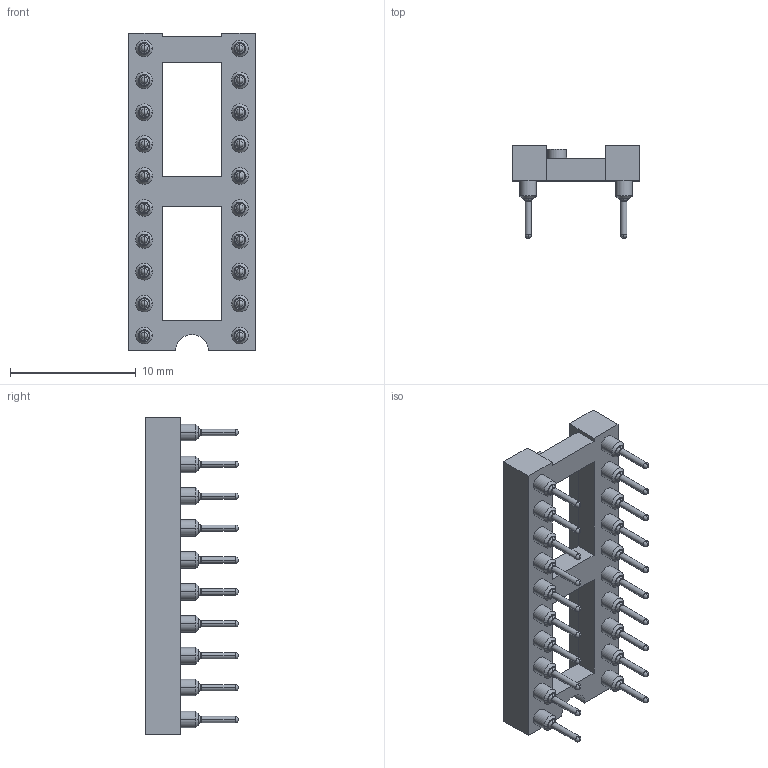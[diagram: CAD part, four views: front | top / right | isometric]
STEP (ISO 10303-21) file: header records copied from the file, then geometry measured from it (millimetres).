
FILE_DESCRIPTION(('STEP AP242'),'1');
FILE_NAME('dil_socket_110-87-320-41-001101.stp','2021-05-06T16:09:03',('TraceParts'),('TraceParts S.A.'),'Spatial InterOp 3D',' ',' ');
FILE_SCHEMA(('AP242_MANAGED_MODEL_BASED_3D_ENGINEERING_MIM_LF {1 0 10303 442 1 1 4}'));
Length unit declared in the file: millimetre
Products named in the file (1): dil_socket_110-87-320-41-001101
Bounding box: 10.1 x 7.37 x 25.3 mm (x, y, z)
Volume: 429.6 mm3; surface area: 1239.8 mm2
Topology: 1 solids, 1 shells, 772 faces, 1720 edges, 970 vertices
Faces by surface type: cone 400, cylinder 165, torus 120, plane 87
Entity records: 27034 total; most frequent: DIRECTION 4216, CARTESIAN_POINT 3383, ORIENTED_EDGE 3280, AXIS2_PLACEMENT_3D 1803, EDGE_CURVE 1640, CIRCLE 1030, VERTEX_POINT 970, EDGE_LOOP 876
